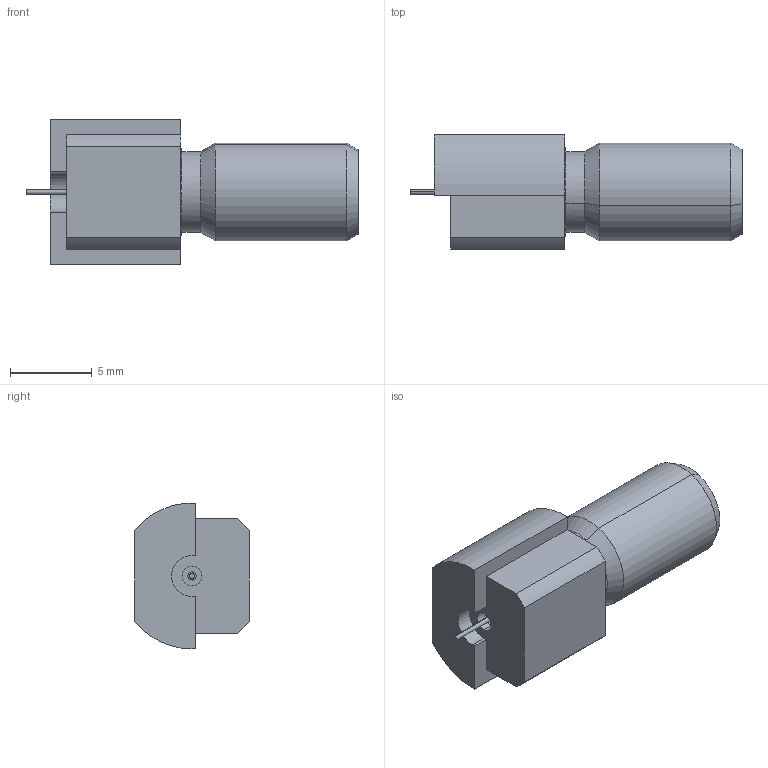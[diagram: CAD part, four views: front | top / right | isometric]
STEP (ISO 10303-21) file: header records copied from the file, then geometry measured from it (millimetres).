
FILE_DESCRIPTION (( 'STEP AP214' ), '1' );
FILE_NAME ('ÔÈÌÄ.434533.001 Ðîçåòêà äëÿ ìîíòàæà â òîðåö ïëàòû.STEP', '2024-08-26T08:31:07', ( '' ), ( '' ), 'SwSTEP 2.0', 'SolidWorks 2018', '' );
FILE_SCHEMA (( 'AUTOMOTIVE_DESIGN' ));
Length unit declared in the file: millimetre
Products named in the file (2): Äåòàëü40^ÔÈÌÄ.434533.001 Ðîçåòêà äëÿ ìîíòàæà â òîðåö ïëàòû; ÔÈÌÄ.434533.001 Ðîçåòêà äëÿ ìîíòàæà â òîðåö ïëàòû
Assembly tree (1 placements, depth 2):
  ÔÈÌÄ.434533.001 Ðîçåòêà äëÿ ìîíòàæà â òîðåö ïëàòû
    Äåòàëü40^ÔÈÌÄ.434533.001 Ðîçåòêà äëÿ ìîíòàæà â òîðåö ïëàòû
Bounding box: 20.35 x 7 x 8.95 mm (x, y, z)
Volume: 612 mm3; surface area: 811.4 mm2
Topology: 1 solids, 1 shells, 297 faces, 903 edges, 551 vertices
Faces by surface type: plane 241, cylinder 42, cone 12, torus 2
Entity records: 10207 total; most frequent: DIRECTION 1809, ORIENTED_EDGE 1802, CARTESIAN_POINT 1777, EDGE_CURVE 901, AXIS2_PLACEMENT_3D 615, VECTOR 579, LINE 579, VERTEX_POINT 551
